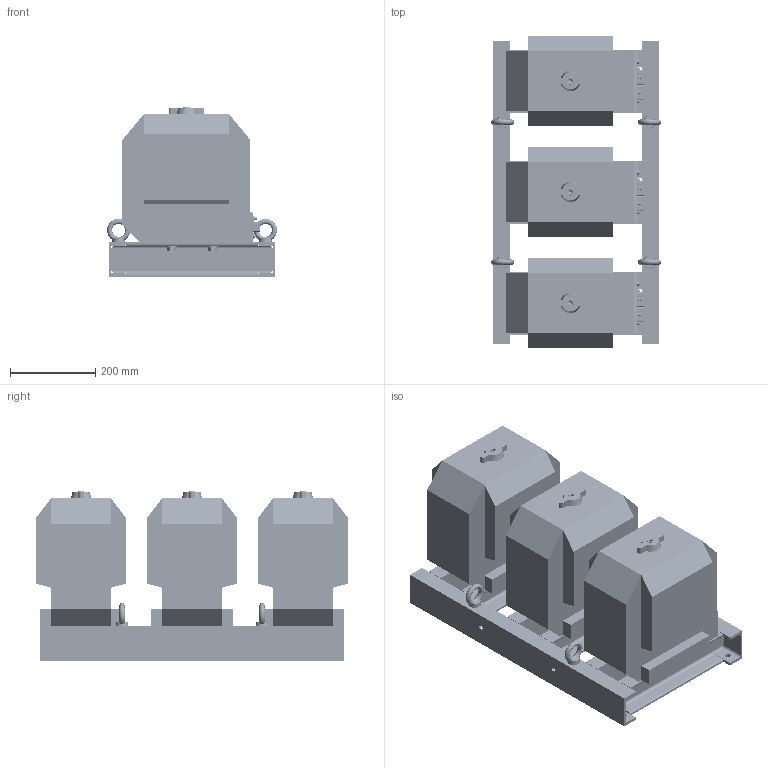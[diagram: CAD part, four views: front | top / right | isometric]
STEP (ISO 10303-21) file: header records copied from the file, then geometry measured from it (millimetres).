
FILE_DESCRIPTION(('STEP AP242'), '1');
FILE_NAME('ÀÄØÏ.1.757.004 ÍÀËÈ-ÝÊ-15(20) Ì3 15-20êÂ', '', ('UNSPECIFIED'), ('UNSPECIFIED'), 'ASCON STEP Converter 1.6', 'ASCON Math Kernel', '');
FILE_SCHEMA(('AP242_MANAGED_MODEL_BASED_3D_ENGINEERING_MIM_LF { 1 0 10303 442 1 1 4 }'));
Length unit declared in the file: millimetre
Products named in the file (24): 鎗鵻罻 楟.8.211.004
Assembly tree (95 placements, depth 4):
  (unnamed)
    (unnamed)  x6
      (unnamed)
    (unnamed)
      (unnamed)
    (unnamed)
      (unnamed)
    (unnamed)  x4
    (unnamed)  x16
    (unnamed)  x16
    (unnamed)  x4
    (unnamed)  x12
    (unnamed)  x3
      (unnamed)
      (unnamed)
      (unnamed)
      鎗鵻罻 楟.8.211.004
      (unnamed)
      (unnamed)
      (unnamed)
      (unnamed)
        (unnamed)
        (unnamed)
        (unnamed)
Bounding box: 397.89 x 730 x 396 mm (x, y, z)
Volume: 48528821.2 mm3; surface area: 2492329.2 mm2
Topology: 180 solids, 180 shells, 4654 faces, 11105 edges, 6999 vertices
Faces by surface type: plane 2474, cylinder 944, extrusion 531, torus 412, cone 252, sphere 21, bspline 20
Full cylindrical faces by diameter (mm): 2 x24, 2.5 x6, 4 x42, 4.134 x6, 4.917 x21, 5 x12, 5.5 x6, 6 x21, 6.4 x21, 6.8 x12, 8 x6, 8.376 x3, 8.5 x1, 10 x63, 10.106 x12, 10.376 x4, 11 x2, 11.16 x12, 12 x37, 13 x28, 14 x18, 17 x36, 24 x16
Entity records: 60061 total; most frequent: CARTESIAN_POINT 26107, ORIENTED_EDGE 4714, DIRECTION 4405, EDGE_CURVE 2357, VERTEX_POINT 1604, VECTOR 1481, AXIS2_PLACEMENT_3D 1462, LINE 1304
